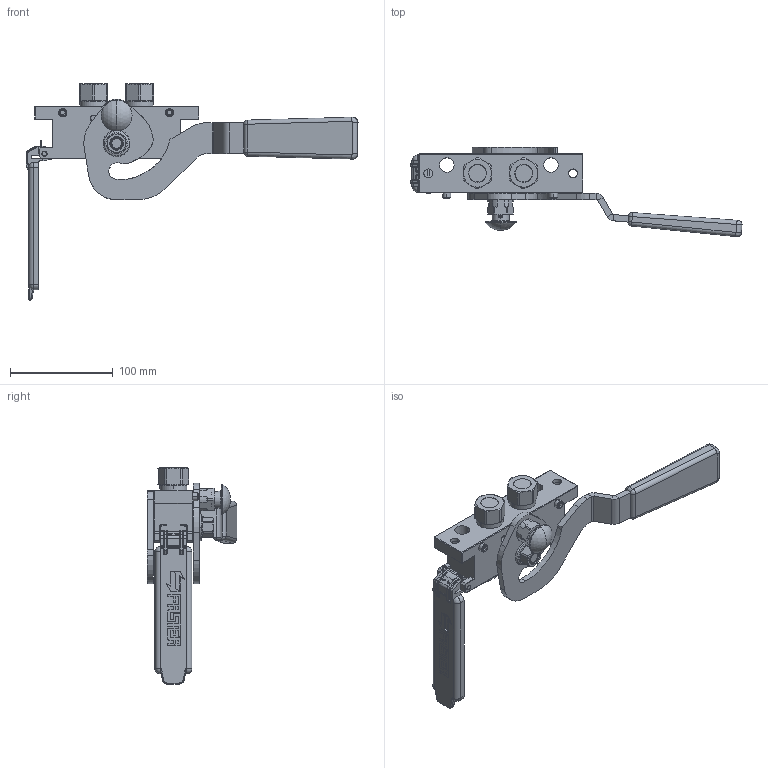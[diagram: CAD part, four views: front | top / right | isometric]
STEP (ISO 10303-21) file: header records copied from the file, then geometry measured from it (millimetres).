
FILE_DESCRIPTION (( 'STEP AP214' ), '1' );
FILE_NAME ('FASTER.step', '2021-02-02T14:20:36', ( '' ), ( '' ), 'SwSTEP 2.0', 'SolidWorks 2017', '' );
FILE_SCHEMA (( 'AUTOMOTIVE_DESIGN' ));
Length unit declared in the file: millimetre
Products named in the file (31): 4860_024_0001_021; gr_m8x12_cl.; 2ffnb38_npt_f; 4860_001_0001_000; FASTER; CURS_MOLLA_38; sicura_p5; 0048_042_0412_000; 4860_024_0001_001; 4860_020_0001_003; 4830_022_0000_011; 4132_072_0000_300; A_2ffnb38_npt_f; 4132_014_0000_000; 4860_024_0001_011; PB06_F_DX_BASE; 4830_070_0000_001; 4830_001_0005_300; or1_5x7_m; 4830_025_2000_000; 4860_024_0000_012; 4850_030_1000_000; 4830_001_0005_301; 4830_025_0000_001; 1540_080_0012_000; 4830_025_1000_000; 4860_001_0003_000; 4860_024_0001_020; 4860_020_0001_002
Assembly tree (33 placements, depth 4):
  FASTER
    PB06_F_DX_BASE
      4860_020_0001_003
        4860_020_0001_002
        gr_m8x12_cl.  x2
      4860_001_0003_000
      4860_001_0001_000
      4830_025_1000_000
      4830_022_0000_011
      4830_070_0000_001
      4830_001_0005_300
      4830_001_0005_301
      4850_030_1000_000  x2
    A_2ffnb38_npt_f  x2
      CURS_MOLLA_38
        4132_072_0000_300
        4132_014_0000_000
      2ffnb38_npt_f
        2ffnb38_npt_f
    4860_024_0001_011
      4860_024_0001_001
        4860_024_0001_020
        4860_024_0001_021
      sicura_p5
        4830_025_0000_001
        or1_5x7_m
        0048_042_0412_000
      4860_024_0001_011
      4860_024_0000_012
      4830_025_2000_000
      1540_080_0012_000
Bounding box: 323.43 x 87.06 x 210.5 mm (x, y, z)
Volume: 113808.3 mm3; surface area: 166923.3 mm2
Topology: 19 solids, 53 shells, 2361 faces, 6126 edges, 3858 vertices
Faces by surface type: plane 1196, cylinder 545, bspline 236, cone 219, torus 134, sphere 31
Entity records: 94871 total; most frequent: CARTESIAN_POINT 42413, ORIENTED_EDGE 10547, DIRECTION 9630, EDGE_CURVE 5381, VERTEX_POINT 3393, VECTOR 3368, LINE 3368, AXIS2_PLACEMENT_3D 3131
